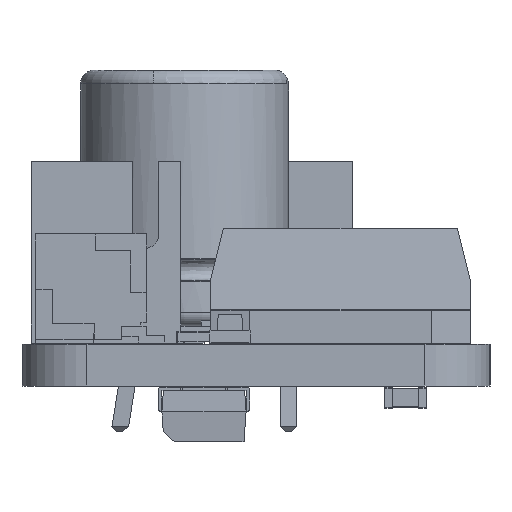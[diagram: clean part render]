
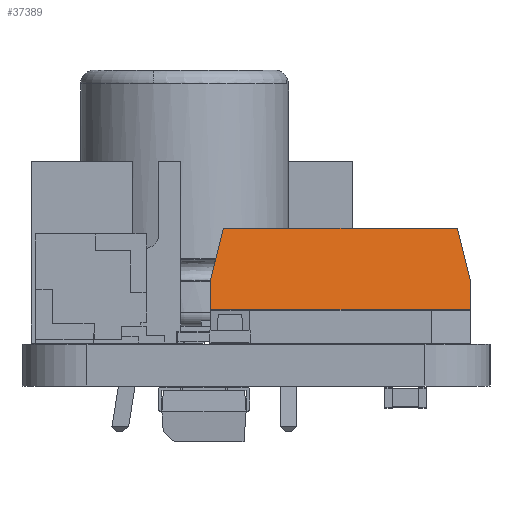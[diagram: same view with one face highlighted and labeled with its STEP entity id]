
A CAD part, left-side view. The second image highlights one B-rep face of the part: STEP entity #37389.
In plain terms, the highlighted face is planar.
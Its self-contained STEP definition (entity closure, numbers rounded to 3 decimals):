
#35887 = PLANE('',#35888);
#35888 = AXIS2_PLACEMENT_3D('',#35889,#35890,#35891);
#35889 = CARTESIAN_POINT('',(6.5,5.,0.02));
#35890 = DIRECTION('',(0.,-1.,0.));
#35891 = DIRECTION('',(-1.,0.,0.));
#35943 = PLANE('',#35944);
#35944 = AXIS2_PLACEMENT_3D('',#35945,#35946,#35947);
#35945 = CARTESIAN_POINT('',(-2.75,-5.,0.02));
#35946 = DIRECTION('',(0.,1.,0.));
#35947 = DIRECTION('',(1.,0.,0.));
#36065 = VERTEX_POINT('',#36066);
#36066 = CARTESIAN_POINT('',(6.5,5.,1.29));
#36080 = PLANE('',#36081);
#36081 = AXIS2_PLACEMENT_3D('',#36082,#36083,#36084);
#36082 = CARTESIAN_POINT('',(6.5,-5.,0.02));
#36083 = DIRECTION('',(-1.,0.,0.));
#36084 = DIRECTION('',(0.,1.,0.));
#36092 = EDGE_CURVE('',#36065,#36093,#36095,.T.);
#36093 = VERTEX_POINT('',#36094);
#36094 = CARTESIAN_POINT('',(6.319,5.,2.42));
#36095 = SURFACE_CURVE('',#36096,(#36100,#36107),.PCURVE_S1.);
#36096 = LINE('',#36097,#36098);
#36097 = CARTESIAN_POINT('',(6.474,5.,1.453));
#36098 = VECTOR('',#36099,1.);
#36099 = DIRECTION('',(-0.158,0.,0.987));
#36100 = PCURVE('',#35887,#36101);
#36101 = DEFINITIONAL_REPRESENTATION('',(#36102),#36106);
#36102 = LINE('',#36103,#36104);
#36103 = CARTESIAN_POINT('',(0.026,-1.433));
#36104 = VECTOR('',#36105,1.);
#36105 = DIRECTION('',(0.158,-0.987));
#36106 = ( GEOMETRIC_REPRESENTATION_CONTEXT(2) 
PARAMETRIC_REPRESENTATION_CONTEXT() REPRESENTATION_CONTEXT('2D SPACE',''
  ) );
#36107 = PCURVE('',#36108,#36113);
#36108 = PLANE('',#36109);
#36109 = AXIS2_PLACEMENT_3D('',#36110,#36111,#36112);
#36110 = CARTESIAN_POINT('',(6.25,-5.,2.855));
#36111 = DIRECTION('',(-0.987,0.,-0.158
    ));
#36112 = DIRECTION('',(0.,-1.,0.));
#36113 = DEFINITIONAL_REPRESENTATION('',(#36114),#36118);
#36114 = LINE('',#36115,#36116);
#36115 = CARTESIAN_POINT('',(-10.,-1.419));
#36116 = VECTOR('',#36117,1.);
#36117 = DIRECTION('',(0.,1.));
#36118 = ( GEOMETRIC_REPRESENTATION_CONTEXT(2) 
PARAMETRIC_REPRESENTATION_CONTEXT() REPRESENTATION_CONTEXT('2D SPACE',''
  ) );
#36134 = PLANE('',#36135);
#36135 = AXIS2_PLACEMENT_3D('',#36136,#36137,#36138);
#36136 = CARTESIAN_POINT('',(6.,4.75,3.42));
#36137 = DIRECTION('',(0.,-0.97,
    -0.243));
#36138 = DIRECTION('',(-1.,0.,0.));
#36216 = PLANE('',#36217);
#36217 = AXIS2_PLACEMENT_3D('',#36218,#36219,#36220);
#36218 = CARTESIAN_POINT('',(1.875,0.,4.42));
#36219 = DIRECTION('',(0.,0.,1.));
#36220 = DIRECTION('',(1.,0.,-0.));
#36242 = PLANE('',#36243);
#36243 = AXIS2_PLACEMENT_3D('',#36244,#36245,#36246);
#36244 = CARTESIAN_POINT('',(-2.25,-4.75,3.42));
#36245 = DIRECTION('',(0.,0.97,
    -0.243));
#36246 = DIRECTION('',(1.,0.,0.));
#37079 = VERTEX_POINT('',#37080);
#37080 = CARTESIAN_POINT('',(6.319,-5.,2.42));
#37101 = EDGE_CURVE('',#37102,#37079,#37104,.T.);
#37102 = VERTEX_POINT('',#37103);
#37103 = CARTESIAN_POINT('',(6.5,-5.,1.29));
#37104 = SURFACE_CURVE('',#37105,(#37109,#37116),.PCURVE_S1.);
#37105 = LINE('',#37106,#37107);
#37106 = CARTESIAN_POINT('',(6.359,-5.,2.174));
#37107 = VECTOR('',#37108,1.);
#37108 = DIRECTION('',(-0.158,0.,0.987));
#37109 = PCURVE('',#35943,#37110);
#37110 = DEFINITIONAL_REPRESENTATION('',(#37111),#37115);
#37111 = LINE('',#37112,#37113);
#37112 = CARTESIAN_POINT('',(9.109,-2.154));
#37113 = VECTOR('',#37114,1.);
#37114 = DIRECTION('',(-0.158,-0.987));
#37115 = ( GEOMETRIC_REPRESENTATION_CONTEXT(2) 
PARAMETRIC_REPRESENTATION_CONTEXT() REPRESENTATION_CONTEXT('2D SPACE',''
  ) );
#37116 = PCURVE('',#36108,#37117);
#37117 = DEFINITIONAL_REPRESENTATION('',(#37118),#37122);
#37118 = LINE('',#37119,#37120);
#37119 = CARTESIAN_POINT('',(0.,-0.69));
#37120 = VECTOR('',#37121,1.);
#37121 = DIRECTION('',(0.,1.));
#37122 = ( GEOMETRIC_REPRESENTATION_CONTEXT(2) 
PARAMETRIC_REPRESENTATION_CONTEXT() REPRESENTATION_CONTEXT('2D SPACE',''
  ) );
#37200 = EDGE_CURVE('',#37201,#36093,#37203,.T.);
#37201 = VERTEX_POINT('',#37202);
#37202 = CARTESIAN_POINT('',(6.,4.5,4.42));
#37203 = SURFACE_CURVE('',#37204,(#37208,#37215),.PCURVE_S1.);
#37204 = LINE('',#37205,#37206);
#37205 = CARTESIAN_POINT('',(6.021,4.534,4.286
    ));
#37206 = VECTOR('',#37207,1.);
#37207 = DIRECTION('',(0.153,0.24,-0.959));
#37208 = PCURVE('',#36134,#37209);
#37209 = DEFINITIONAL_REPRESENTATION('',(#37210),#37214);
#37210 = LINE('',#37211,#37212);
#37211 = CARTESIAN_POINT('',(-0.021,-0.892));
#37212 = VECTOR('',#37213,1.);
#37213 = DIRECTION('',(-0.153,0.988));
#37214 = ( GEOMETRIC_REPRESENTATION_CONTEXT(2) 
PARAMETRIC_REPRESENTATION_CONTEXT() REPRESENTATION_CONTEXT('2D SPACE',''
  ) );
#37215 = PCURVE('',#36108,#37216);
#37216 = DEFINITIONAL_REPRESENTATION('',(#37217),#37221);
#37217 = LINE('',#37218,#37219);
#37218 = CARTESIAN_POINT('',(-9.534,1.449));
#37219 = VECTOR('',#37220,1.);
#37220 = DIRECTION('',(-0.24,-0.971));
#37221 = ( GEOMETRIC_REPRESENTATION_CONTEXT(2) 
PARAMETRIC_REPRESENTATION_CONTEXT() REPRESENTATION_CONTEXT('2D SPACE',''
  ) );
#37389 = ADVANCED_FACE('',(#37390),#36108,.F.);
#37390 = FACE_BOUND('',#37391,.F.);
#37391 = EDGE_LOOP('',(#37392,#37393,#37394,#37415,#37416,#37439));
#37392 = ORIENTED_EDGE('',*,*,#37200,.T.);
#37393 = ORIENTED_EDGE('',*,*,#36092,.F.);
#37394 = ORIENTED_EDGE('',*,*,#37395,.F.);
#37395 = EDGE_CURVE('',#37102,#36065,#37396,.T.);
#37396 = SURFACE_CURVE('',#37397,(#37401,#37408),.PCURVE_S1.);
#37397 = LINE('',#37398,#37399);
#37398 = CARTESIAN_POINT('',(6.5,-5.,1.29));
#37399 = VECTOR('',#37400,1.);
#37400 = DIRECTION('',(0.,1.,0.));
#37401 = PCURVE('',#36108,#37402);
#37402 = DEFINITIONAL_REPRESENTATION('',(#37403),#37407);
#37403 = LINE('',#37404,#37405);
#37404 = CARTESIAN_POINT('',(0.,-1.585));
#37405 = VECTOR('',#37406,1.);
#37406 = DIRECTION('',(-1.,0.));
#37407 = ( GEOMETRIC_REPRESENTATION_CONTEXT(2) 
PARAMETRIC_REPRESENTATION_CONTEXT() REPRESENTATION_CONTEXT('2D SPACE',''
  ) );
#37408 = PCURVE('',#36080,#37409);
#37409 = DEFINITIONAL_REPRESENTATION('',(#37410),#37414);
#37410 = LINE('',#37411,#37412);
#37411 = CARTESIAN_POINT('',(0.,-1.27));
#37412 = VECTOR('',#37413,1.);
#37413 = DIRECTION('',(1.,0.));
#37414 = ( GEOMETRIC_REPRESENTATION_CONTEXT(2) 
PARAMETRIC_REPRESENTATION_CONTEXT() REPRESENTATION_CONTEXT('2D SPACE',''
  ) );
#37415 = ORIENTED_EDGE('',*,*,#37101,.T.);
#37416 = ORIENTED_EDGE('',*,*,#37417,.F.);
#37417 = EDGE_CURVE('',#37418,#37079,#37420,.T.);
#37418 = VERTEX_POINT('',#37419);
#37419 = CARTESIAN_POINT('',(6.,-4.5,4.42));
#37420 = SURFACE_CURVE('',#37421,(#37425,#37432),.PCURVE_S1.);
#37421 = LINE('',#37422,#37423);
#37422 = CARTESIAN_POINT('',(6.108,-4.669,
    3.742));
#37423 = VECTOR('',#37424,1.);
#37424 = DIRECTION('',(0.153,-0.24,-0.959));
#37425 = PCURVE('',#36108,#37426);
#37426 = DEFINITIONAL_REPRESENTATION('',(#37427),#37431);
#37427 = LINE('',#37428,#37429);
#37428 = CARTESIAN_POINT('',(-0.331,0.899));
#37429 = VECTOR('',#37430,1.);
#37430 = DIRECTION('',(0.24,-0.971));
#37431 = ( GEOMETRIC_REPRESENTATION_CONTEXT(2) 
PARAMETRIC_REPRESENTATION_CONTEXT() REPRESENTATION_CONTEXT('2D SPACE',''
  ) );
#37432 = PCURVE('',#36242,#37433);
#37433 = DEFINITIONAL_REPRESENTATION('',(#37434),#37438);
#37434 = LINE('',#37435,#37436);
#37435 = CARTESIAN_POINT('',(8.358,-0.332));
#37436 = VECTOR('',#37437,1.);
#37437 = DIRECTION('',(0.153,0.988));
#37438 = ( GEOMETRIC_REPRESENTATION_CONTEXT(2) 
PARAMETRIC_REPRESENTATION_CONTEXT() REPRESENTATION_CONTEXT('2D SPACE',''
  ) );
#37439 = ORIENTED_EDGE('',*,*,#37440,.T.);
#37440 = EDGE_CURVE('',#37418,#37201,#37441,.T.);
#37441 = SURFACE_CURVE('',#37442,(#37446,#37453),.PCURVE_S1.);
#37442 = LINE('',#37443,#37444);
#37443 = CARTESIAN_POINT('',(6.,-5.,4.42));
#37444 = VECTOR('',#37445,1.);
#37445 = DIRECTION('',(0.,1.,0.));
#37446 = PCURVE('',#36108,#37447);
#37447 = DEFINITIONAL_REPRESENTATION('',(#37448),#37452);
#37448 = LINE('',#37449,#37450);
#37449 = CARTESIAN_POINT('',(0.,1.585));
#37450 = VECTOR('',#37451,1.);
#37451 = DIRECTION('',(-1.,0.));
#37452 = ( GEOMETRIC_REPRESENTATION_CONTEXT(2) 
PARAMETRIC_REPRESENTATION_CONTEXT() REPRESENTATION_CONTEXT('2D SPACE',''
  ) );
#37453 = PCURVE('',#36216,#37454);
#37454 = DEFINITIONAL_REPRESENTATION('',(#37455),#37459);
#37455 = LINE('',#37456,#37457);
#37456 = CARTESIAN_POINT('',(4.125,-5.));
#37457 = VECTOR('',#37458,1.);
#37458 = DIRECTION('',(0.,1.));
#37459 = ( GEOMETRIC_REPRESENTATION_CONTEXT(2) 
PARAMETRIC_REPRESENTATION_CONTEXT() REPRESENTATION_CONTEXT('2D SPACE',''
  ) );
